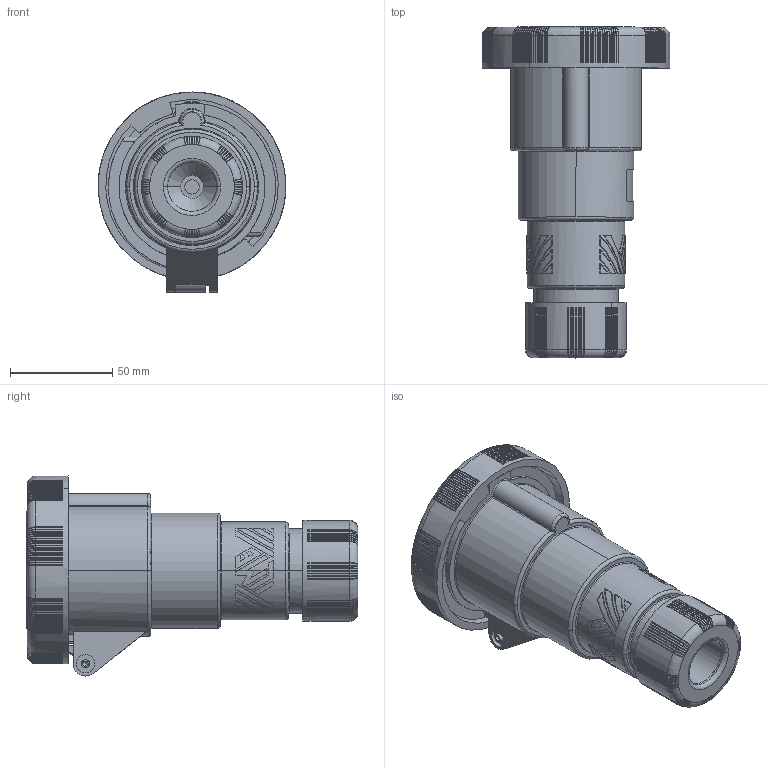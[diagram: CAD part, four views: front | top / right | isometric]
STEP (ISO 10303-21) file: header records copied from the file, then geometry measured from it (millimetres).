
FILE_DESCRIPTION(('CoCreate Modeling STEP Export'),'2;1');
FILE_NAME('PHW_3263_PV.stp','2011-04-04T14:48:18',(''),(''),'CoCreate Modeling STEP processor for AP214 (Solid Model)','CoCreate Modeling 16.00A 16-Aug-2008 (C) Parametric Technology GmbH','');
FILE_SCHEMA(('AUTOMOTIVE_DESIGN { 1 0 10303 214 1 1 1 1 }'));
Length unit declared in the file: millimetre
Products named in the file (3): CUSTODIA3263PV; COPTTOGHIERA3263; PHW_3263_PV
Assembly tree (2 placements, depth 2):
  PHW_3263_PV
    COPTTOGHIERA3263
    CUSTODIA3263PV
Bounding box: 92 x 162.6 x 98 mm (x, y, z)
Volume: 329476.9 mm3; surface area: 110922.2 mm2
Topology: 2 solids, 4 shells, 2085 faces, 5563 edges, 3208 vertices
Faces by surface type: plane 853, cylinder 570, torus 504, sphere 114, cone 24, bspline 20
Entity records: 114847 total; most frequent: CARTESIAN_POINT 52665, ORIENTED_EDGE 10482, DIRECTION 8512, EDGE_CURVE 5241, AXIS2_PLACEMENT_3D 3251, VERTEX_POINT 3208, EDGE_LOOP 2147, COLOUR_RGB 2087
